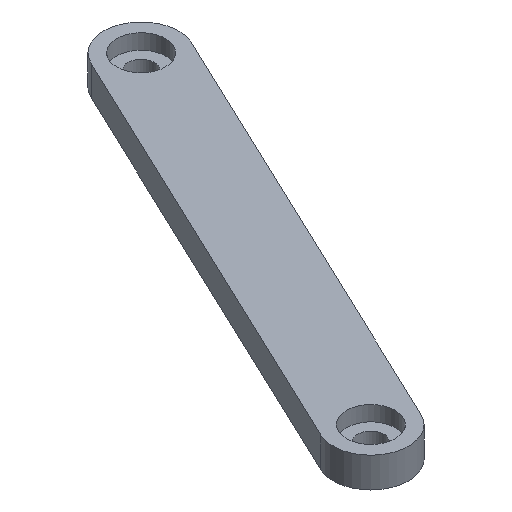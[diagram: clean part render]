
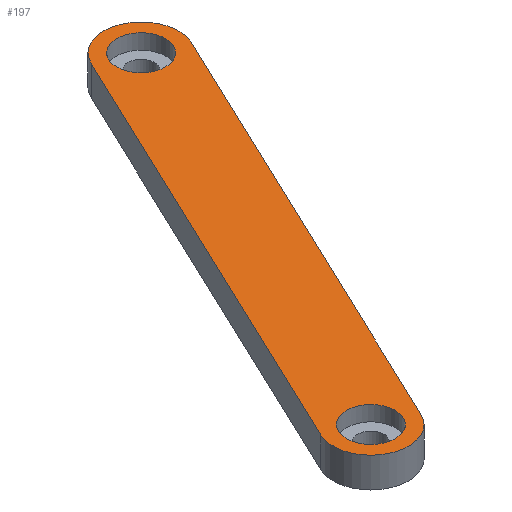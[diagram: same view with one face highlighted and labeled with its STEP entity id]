
A CAD part, isometric view. The second image highlights one B-rep face of the part: STEP entity #197.
In plain terms, the highlighted planar face has unit normal (0, 0, 1).
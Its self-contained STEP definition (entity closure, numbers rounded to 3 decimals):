
#17=FACE_BOUND('',#52,.T.);
#18=FACE_BOUND('',#53,.T.);
#25=PLANE('',#235);
#37=FACE_OUTER_BOUND('',#51,.T.);
#51=EDGE_LOOP('',(#169,#170,#171,#172));
#52=EDGE_LOOP('',(#173));
#53=EDGE_LOOP('',(#174));
#64=LINE('',#339,#76);
#68=LINE('',#349,#80);
#76=VECTOR('',#282,10.);
#80=VECTOR('',#294,10.);
#81=CIRCLE('',#214,3.25);
#84=CIRCLE('',#219,3.25);
#90=CIRCLE('',#229,5.);
#92=CIRCLE('',#233,5.);
#93=VERTEX_POINT('',#301);
#96=VERTEX_POINT('',#310);
#103=VERTEX_POINT('',#330);
#104=VERTEX_POINT('',#332);
#106=VERTEX_POINT('',#338);
#108=VERTEX_POINT('',#344);
#109=EDGE_CURVE('',#93,#93,#81,.T.);
#113=EDGE_CURVE('',#96,#96,#84,.T.);
#123=EDGE_CURVE('',#104,#103,#90,.T.);
#126=EDGE_CURVE('',#106,#104,#64,.T.);
#129=EDGE_CURVE('',#108,#106,#92,.T.);
#132=EDGE_CURVE('',#103,#108,#68,.T.);
#169=ORIENTED_EDGE('',*,*,#132,.T.);
#170=ORIENTED_EDGE('',*,*,#129,.T.);
#171=ORIENTED_EDGE('',*,*,#126,.T.);
#172=ORIENTED_EDGE('',*,*,#123,.T.);
#173=ORIENTED_EDGE('',*,*,#109,.T.);
#174=ORIENTED_EDGE('',*,*,#113,.T.);
#197=ADVANCED_FACE('',(#37,#17,#18),#25,.T.);
#214=AXIS2_PLACEMENT_3D('',#302,#241,#242);
#219=AXIS2_PLACEMENT_3D('',#311,#252,#253);
#229=AXIS2_PLACEMENT_3D('',#333,#276,#277);
#233=AXIS2_PLACEMENT_3D('',#345,#288,#289);
#235=AXIS2_PLACEMENT_3D('',#350,#295,#296);
#241=DIRECTION('center_axis',(0.,0.,
-1.));
#242=DIRECTION('ref_axis',(1.,0.,0.));
#252=DIRECTION('center_axis',(0.,0.,
-1.));
#253=DIRECTION('ref_axis',(1.,0.,0.));
#276=DIRECTION('center_axis',(0.,0.,
1.));
#277=DIRECTION('ref_axis',(1.,0.,0.));
#282=DIRECTION('',(0.428,0.904,0.));
#288=DIRECTION('center_axis',(0.,0.,
1.));
#289=DIRECTION('ref_axis',(1.,0.,0.));
#294=DIRECTION('',(-0.428,-0.904,0.));
#295=DIRECTION('center_axis',(0.,0.,
1.));
#296=DIRECTION('ref_axis',(1.,0.,0.));
#301=CARTESIAN_POINT('',(6.75,31.244,23.244));
#302=CARTESIAN_POINT('Origin',(10.,31.244,23.244));
#310=CARTESIAN_POINT('',(34.25,89.244,23.244));
#311=CARTESIAN_POINT('Origin',(37.5,89.244,23.244));
#330=CARTESIAN_POINT('',(32.982,91.386,23.244));
#332=CARTESIAN_POINT('',(42.018,87.102,23.244));
#333=CARTESIAN_POINT('Origin',(37.5,89.244,23.244));
#338=CARTESIAN_POINT('',(14.518,29.102,23.244));
#339=CARTESIAN_POINT('',(42.018,87.102,23.244));
#344=CARTESIAN_POINT('',(5.482,33.386,23.244));
#345=CARTESIAN_POINT('Origin',(10.,31.244,23.244));
#349=CARTESIAN_POINT('',(32.982,91.386,23.244));
#350=CARTESIAN_POINT('Origin',(23.75,60.244,23.244));
